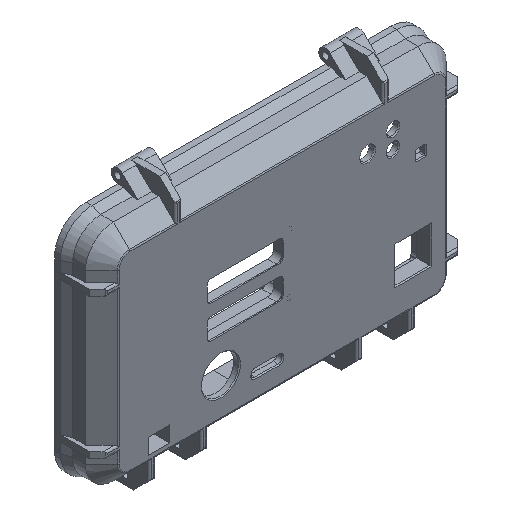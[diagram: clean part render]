
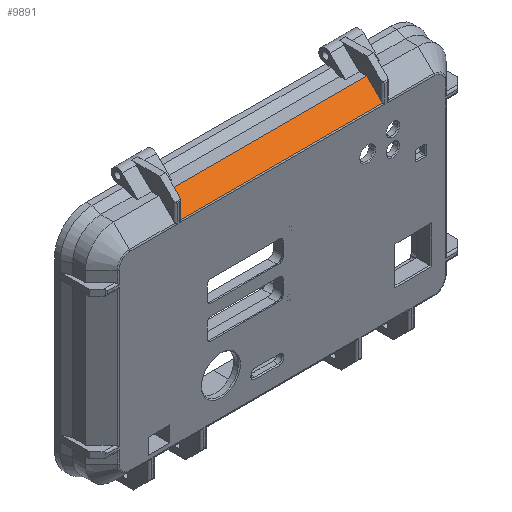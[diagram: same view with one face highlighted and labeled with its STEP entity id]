
A CAD part, isometric view. The second image highlights one B-rep face of the part: STEP entity #9891.
In plain terms, the highlighted planar face has unit normal (0, -0.707, 0.707).
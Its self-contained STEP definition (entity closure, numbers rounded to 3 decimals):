
#29=ELLIPSE('',#10709,1.414,1.);
#94=ELLIPSE('',#10824,1.414,1.);
#553=PLANE('',#10891);
#1192=LINE('',#16217,#2136);
#1358=LINE('',#16757,#2302);
#1366=LINE('',#16776,#2310);
#1367=LINE('',#16777,#2311);
#2136=VECTOR('',#12972,10.);
#2302=VECTOR('',#13486,10.);
#2310=VECTOR('',#13504,10.);
#2311=VECTOR('',#13505,10.);
#2997=FACE_OUTER_BOUND('',#3594,.T.);
#3594=EDGE_LOOP('',(#8781,#8782,#8783,#8784,#8785,#8786));
#4740=VERTEX_POINT('',#16205);
#4741=VERTEX_POINT('',#16207);
#4744=VERTEX_POINT('',#16215);
#4850=VERTEX_POINT('',#16501);
#4944=VERTEX_POINT('',#16755);
#4950=VERTEX_POINT('',#16775);
#5990=EDGE_CURVE('',#4740,#4741,#29,.T.);
#5995=EDGE_CURVE('',#4744,#4740,#1192,.T.);
#6138=EDGE_CURVE('',#4850,#4744,#94,.T.);
#6266=EDGE_CURVE('',#4850,#4944,#1358,.T.);
#6275=EDGE_CURVE('',#4944,#4950,#1366,.T.);
#6276=EDGE_CURVE('',#4950,#4741,#1367,.T.);
#8781=ORIENTED_EDGE('',*,*,#5995,.F.);
#8782=ORIENTED_EDGE('',*,*,#6138,.F.);
#8783=ORIENTED_EDGE('',*,*,#6266,.T.);
#8784=ORIENTED_EDGE('',*,*,#6275,.T.);
#8785=ORIENTED_EDGE('',*,*,#6276,.T.);
#8786=ORIENTED_EDGE('',*,*,#5990,.F.);
#9891=ADVANCED_FACE('',(#2997),#553,.T.);
#10709=AXIS2_PLACEMENT_3D('',#16208,#12962,#12963);
#10824=AXIS2_PLACEMENT_3D('',#16503,#13263,#13264);
#10891=AXIS2_PLACEMENT_3D('',#16774,#13502,#13503);
#12962=DIRECTION('center_axis',(0.,-0.707,
0.707));
#12963=DIRECTION('ref_axis',(0.,-0.707,-0.707));
#12972=DIRECTION('',(-1.,0.,0.));
#13263=DIRECTION('center_axis',(0.,-0.707,
0.707));
#13264=DIRECTION('ref_axis',(0.,-0.707,-0.707));
#13486=DIRECTION('',(0.,0.707,0.707));
#13502=DIRECTION('center_axis',(0.,-0.707,
0.707));
#13503=DIRECTION('ref_axis',(0.,0.707,0.707));
#13504=DIRECTION('',(-1.,0.,0.));
#13505=DIRECTION('',(0.,-0.707,-0.707));
#16205=CARTESIAN_POINT('',(-6.284,0.293,4.896));
#16207=CARTESIAN_POINT('',(-5.991,1.,5.603));
#16208=CARTESIAN_POINT('Origin',(-6.991,1.,5.603));
#16215=CARTESIAN_POINT('',(97.502,0.293,4.896));
#16217=CARTESIAN_POINT('',(84.609,0.293,4.896));
#16501=CARTESIAN_POINT('',(97.209,1.,5.603));
#16503=CARTESIAN_POINT('Origin',(98.209,1.,5.603));
#16755=CARTESIAN_POINT('',(97.209,8.406,13.009));
#16757=CARTESIAN_POINT('',(97.209,4.958,9.561));
#16774=CARTESIAN_POINT('Origin',(123.609,0.,
4.603));
#16775=CARTESIAN_POINT('',(-5.991,8.406,13.009));
#16776=CARTESIAN_POINT('',(123.609,8.406,13.009));
#16777=CARTESIAN_POINT('',(-5.991,4.958,9.561));
